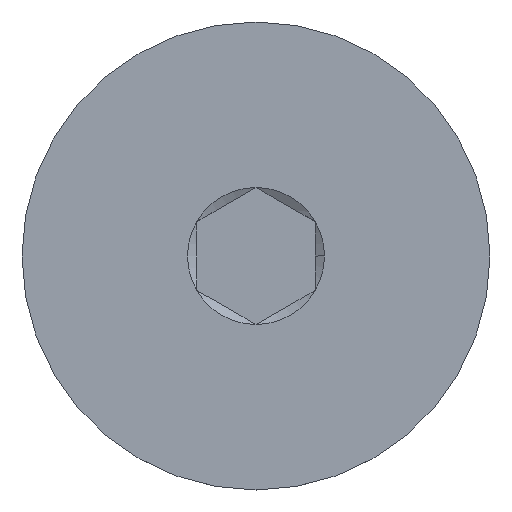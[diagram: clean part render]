
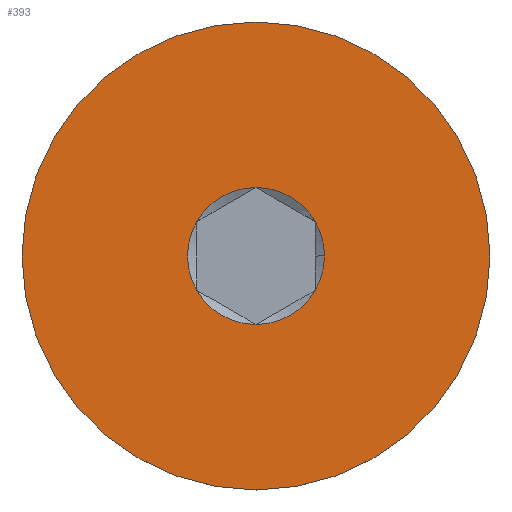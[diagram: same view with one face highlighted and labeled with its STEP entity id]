
A CAD part, top view. The second image highlights one B-rep face of the part: STEP entity #393.
In plain terms, the highlighted planar face has unit normal (0, 0, 1).
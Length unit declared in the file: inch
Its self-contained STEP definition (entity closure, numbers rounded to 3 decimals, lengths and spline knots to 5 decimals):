
#1 = CARTESIAN_POINT ( 'NONE',  ( 0., 0., 0.09375 ) ) ;
#43 = DIRECTION ( 'NONE',  ( 0., -1., 0. ) ) ;
#66 = CIRCLE ( 'NONE', #786, 0.02021 ) ;
#161 = AXIS2_PLACEMENT_3D ( 'NONE', #1, #943, #957 ) ;
#214 = CARTESIAN_POINT ( 'NONE',  ( 0.0175, -0.0101, 0.09375 ) ) ;
#230 = ORIENTED_EDGE ( 'NONE', *, *, #1714, .T. ) ;
#249 = EDGE_CURVE ( 'NONE', #2386, #1920, #66, .T. ) ;
#295 = DIRECTION ( 'NONE',  ( 0., 0., 1. ) ) ;
#327 = EDGE_CURVE ( 'NONE', #1393, #2068, #1242, .T. ) ;
#383 = PLANE ( 'NONE',  #2247 ) ;
#393 = ADVANCED_FACE ( 'NONE', ( #1912, #2945 ), #383, .F. ) ;
#474 = CARTESIAN_POINT ( 'NONE',  ( 0.0175, 0.0101, 0.09375 ) ) ;
#517 = CARTESIAN_POINT ( 'NONE',  ( 0., 0., 0.09375 ) ) ;
#518 = CIRCLE ( 'NONE', #1445, 0.02021 ) ;
#522 = VERTEX_POINT ( 'NONE', #1611 ) ;
#525 = DIRECTION ( 'NONE',  ( 0., 0., 1. ) ) ;
#641 = AXIS2_PLACEMENT_3D ( 'NONE', #1974, #2215, #779 ) ;
#713 = DIRECTION ( 'NONE',  ( 1., 0., 0. ) ) ;
#758 = DIRECTION ( 'NONE',  ( 0., 0., 1. ) ) ;
#777 = CARTESIAN_POINT ( 'NONE',  ( 0., 0.02021, 0.09375 ) ) ;
#779 = DIRECTION ( 'NONE',  ( 1., 0., 0. ) ) ;
#786 = AXIS2_PLACEMENT_3D ( 'NONE', #3001, #295, #1048 ) ;
#847 = CARTESIAN_POINT ( 'NONE',  ( 0., 0., 0.09375 ) ) ;
#897 = CIRCLE ( 'NONE', #2971, 0.02021 ) ;
#903 = ORIENTED_EDGE ( 'NONE', *, *, #2116, .F. ) ;
#912 = DIRECTION ( 'NONE',  ( 0., 1., 0. ) ) ;
#943 = DIRECTION ( 'NONE',  ( 0., 0., 1. ) ) ;
#957 = DIRECTION ( 'NONE',  ( 1., 0., 0. ) ) ;
#1018 = CIRCLE ( 'NONE', #1826, 0.069 ) ;
#1033 = ORIENTED_EDGE ( 'NONE', *, *, #249, .F. ) ;
#1048 = DIRECTION ( 'NONE',  ( 1., 0., 0. ) ) ;
#1087 = CARTESIAN_POINT ( 'NONE',  ( 0., 0.069, 0.09375 ) ) ;
#1181 = VERTEX_POINT ( 'NONE', #1087 ) ;
#1242 = CIRCLE ( 'NONE', #641, 0.02021 ) ;
#1301 = EDGE_CURVE ( 'NONE', #2670, #1181, #2518, .T. ) ;
#1393 = VERTEX_POINT ( 'NONE', #2857 ) ;
#1435 = ORIENTED_EDGE ( 'NONE', *, *, #327, .F. ) ;
#1437 = DIRECTION ( 'NONE',  ( 0., 0., 1. ) ) ;
#1445 = AXIS2_PLACEMENT_3D ( 'NONE', #517, #2175, #1966 ) ;
#1447 = CARTESIAN_POINT ( 'NONE',  ( 0., 0., 0.09375 ) ) ;
#1463 = ORIENTED_EDGE ( 'NONE', *, *, #1557, .F. ) ;
#1498 = DIRECTION ( 'NONE',  ( 0., 0., 1. ) ) ;
#1552 = CARTESIAN_POINT ( 'NONE',  ( 0., -0.069, 0.09375 ) ) ;
#1557 = EDGE_CURVE ( 'NONE', #2068, #1769, #1572, .T. ) ;
#1572 = CIRCLE ( 'NONE', #2806, 0.02021 ) ;
#1577 = EDGE_CURVE ( 'NONE', #1920, #1393, #2209, .T. ) ;
#1581 = ORIENTED_EDGE ( 'NONE', *, *, #2015, .F. ) ;
#1611 = CARTESIAN_POINT ( 'NONE',  ( -0.0175, 0.0101, 0.09375 ) ) ;
#1696 = EDGE_CURVE ( 'NONE', #1958, #2386, #897, .T. ) ;
#1704 = CARTESIAN_POINT ( 'NONE',  ( 0., 0., 0.09375 ) ) ;
#1714 = EDGE_CURVE ( 'NONE', #1181, #2670, #1018, .T. ) ;
#1716 = CARTESIAN_POINT ( 'NONE',  ( 0., 0., 0.09375 ) ) ;
#1769 = VERTEX_POINT ( 'NONE', #777 ) ;
#1777 = AXIS2_PLACEMENT_3D ( 'NONE', #1704, #758, #2171 ) ;
#1782 = CARTESIAN_POINT ( 'NONE',  ( 0., -0.02021, 0.09375 ) ) ;
#1826 = AXIS2_PLACEMENT_3D ( 'NONE', #2724, #1498, #43 ) ;
#1863 = AXIS2_PLACEMENT_3D ( 'NONE', #847, #2262, #2050 ) ;
#1912 = FACE_BOUND ( 'NONE', #2716, .T. ) ;
#1920 = VERTEX_POINT ( 'NONE', #214 ) ;
#1958 = VERTEX_POINT ( 'NONE', #2562 ) ;
#1966 = DIRECTION ( 'NONE',  ( 1., 0., 0. ) ) ;
#1973 = EDGE_LOOP ( 'NONE', ( #2798, #230 ) ) ;
#1974 = CARTESIAN_POINT ( 'NONE',  ( 0., 0., 0.09375 ) ) ;
#2015 = EDGE_CURVE ( 'NONE', #522, #1958, #3097, .T. ) ;
#2050 = DIRECTION ( 'NONE',  ( 0., -1., 0. ) ) ;
#2068 = VERTEX_POINT ( 'NONE', #474 ) ;
#2091 = DIRECTION ( 'NONE',  ( 0., 0., -1. ) ) ;
#2116 = EDGE_CURVE ( 'NONE', #1769, #522, #518, .T. ) ;
#2119 = ORIENTED_EDGE ( 'NONE', *, *, #1577, .F. ) ;
#2171 = DIRECTION ( 'NONE',  ( 1., 0., 0. ) ) ;
#2175 = DIRECTION ( 'NONE',  ( 0., 0., 1. ) ) ;
#2209 = CIRCLE ( 'NONE', #1777, 0.02021 ) ;
#2215 = DIRECTION ( 'NONE',  ( 0., 0., 1. ) ) ;
#2247 = AXIS2_PLACEMENT_3D ( 'NONE', #2816, #2091, #912 ) ;
#2262 = DIRECTION ( 'NONE',  ( 0., 0., 1. ) ) ;
#2386 = VERTEX_POINT ( 'NONE', #1782 ) ;
#2518 = CIRCLE ( 'NONE', #1863, 0.069 ) ;
#2562 = CARTESIAN_POINT ( 'NONE',  ( -0.0175, -0.0101, 0.09375 ) ) ;
#2670 = VERTEX_POINT ( 'NONE', #1552 ) ;
#2716 = EDGE_LOOP ( 'NONE', ( #903, #1463, #1435, #2119, #1033, #2990, #1581 ) ) ;
#2724 = CARTESIAN_POINT ( 'NONE',  ( 0., 0., 0.09375 ) ) ;
#2798 = ORIENTED_EDGE ( 'NONE', *, *, #1301, .T. ) ;
#2806 = AXIS2_PLACEMENT_3D ( 'NONE', #1447, #1437, #2889 ) ;
#2816 = CARTESIAN_POINT ( 'NONE',  ( 0., 0.069, 0.09375 ) ) ;
#2857 = CARTESIAN_POINT ( 'NONE',  ( 0.02021, 0., 0.09375 ) ) ;
#2889 = DIRECTION ( 'NONE',  ( 1., 0., 0. ) ) ;
#2945 = FACE_OUTER_BOUND ( 'NONE', #1973, .T. ) ;
#2971 = AXIS2_PLACEMENT_3D ( 'NONE', #1716, #525, #713 ) ;
#2990 = ORIENTED_EDGE ( 'NONE', *, *, #1696, .F. ) ;
#3001 = CARTESIAN_POINT ( 'NONE',  ( 0., 0., 0.09375 ) ) ;
#3097 = CIRCLE ( 'NONE', #161, 0.02021 ) ;
